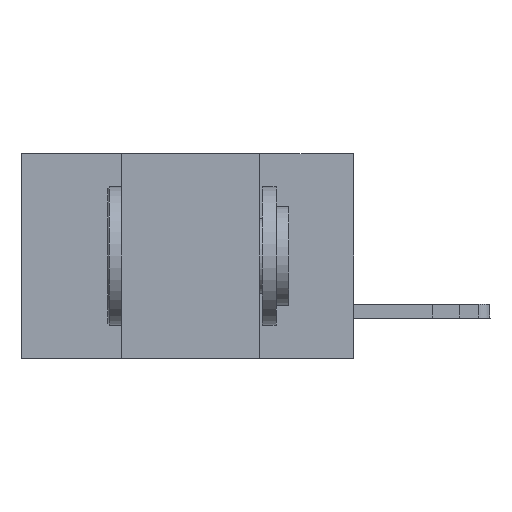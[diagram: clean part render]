
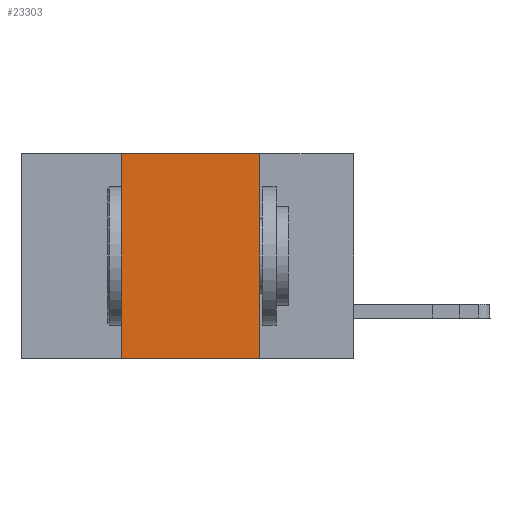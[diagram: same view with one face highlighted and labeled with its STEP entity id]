
A CAD part, left-side view. The second image highlights one B-rep face of the part: STEP entity #23303.
In plain terms, the highlighted planar face has unit normal (-1, 0, 0).
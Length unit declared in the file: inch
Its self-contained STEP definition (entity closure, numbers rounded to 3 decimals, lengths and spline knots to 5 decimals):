
#674 = AXIS2_PLACEMENT_3D ( 'NONE', #13869, #2544, #15700 ) ;
#1064 = EDGE_CURVE ( 'NONE', #22724, #6152, #3266, .T. ) ;
#1376 = ORIENTED_EDGE ( 'NONE', *, *, #21931, .F. ) ;
#1386 = DIRECTION ( 'NONE',  ( 0., -1., 0. ) ) ;
#1607 = CARTESIAN_POINT ( 'NONE',  ( 0., 0.17, -0.37 ) ) ;
#1971 = VECTOR ( 'NONE', #2114, 39.37008 ) ;
#2114 = DIRECTION ( 'NONE',  ( 0., 0., 1. ) ) ;
#2544 = DIRECTION ( 'NONE',  ( 1., 0., 0. ) ) ;
#3266 = LINE ( 'NONE', #3288, #22655 ) ;
#3288 = CARTESIAN_POINT ( 'NONE',  ( 0., 0.17, 0. ) ) ;
#4295 = EDGE_LOOP ( 'NONE', ( #11972, #5002, #1376, #13156 ) ) ;
#4572 = CARTESIAN_POINT ( 'NONE',  ( 0., 0.6, -0.37 ) ) ;
#5002 = ORIENTED_EDGE ( 'NONE', *, *, #23616, .F. ) ;
#5379 = VECTOR ( 'NONE', #1386, 39.37008 ) ;
#5439 = FACE_OUTER_BOUND ( 'NONE', #4295, .T. ) ;
#6152 = VERTEX_POINT ( 'NONE', #1607 ) ;
#7547 = LINE ( 'NONE', #11497, #1971 ) ;
#8324 = CARTESIAN_POINT ( 'NONE',  ( 0., 0.17, 0. ) ) ;
#9480 = VECTOR ( 'NONE', #21488, 39.37008 ) ;
#10423 = LINE ( 'NONE', #21989, #5379 ) ;
#11497 = CARTESIAN_POINT ( 'NONE',  ( 0., 0.42, 0. ) ) ;
#11972 = ORIENTED_EDGE ( 'NONE', *, *, #1064, .F. ) ;
#13156 = ORIENTED_EDGE ( 'NONE', *, *, #14740, .T. ) ;
#13869 = CARTESIAN_POINT ( 'NONE',  ( 0., 0.6, 0. ) ) ;
#14740 = EDGE_CURVE ( 'NONE', #20075, #6152, #23227, .T. ) ;
#15700 = DIRECTION ( 'NONE',  ( 0., 0., -1. ) ) ;
#16663 = CARTESIAN_POINT ( 'NONE',  ( 0., 0.42, -0.37 ) ) ;
#17112 = CARTESIAN_POINT ( 'NONE',  ( 0., 0.42, 0. ) ) ;
#18973 = VERTEX_POINT ( 'NONE', #17112 ) ;
#20075 = VERTEX_POINT ( 'NONE', #16663 ) ;
#21234 = PLANE ( 'NONE',  #674 ) ;
#21488 = DIRECTION ( 'NONE',  ( 0., -1., 0. ) ) ;
#21931 = EDGE_CURVE ( 'NONE', #20075, #18973, #7547, .T. ) ;
#21989 = CARTESIAN_POINT ( 'NONE',  ( 0., 0.6, 0. ) ) ;
#22655 = VECTOR ( 'NONE', #24258, 39.37008 ) ;
#22724 = VERTEX_POINT ( 'NONE', #8324 ) ;
#23227 = LINE ( 'NONE', #4572, #9480 ) ;
#23303 = ADVANCED_FACE ( 'NONE', ( #5439 ), #21234, .F. ) ;
#23616 = EDGE_CURVE ( 'NONE', #18973, #22724, #10423, .T. ) ;
#24258 = DIRECTION ( 'NONE',  ( 0., 0., -1. ) ) ;
